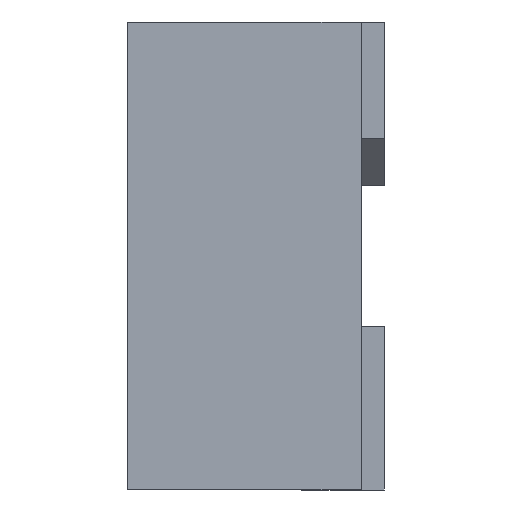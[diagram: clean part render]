
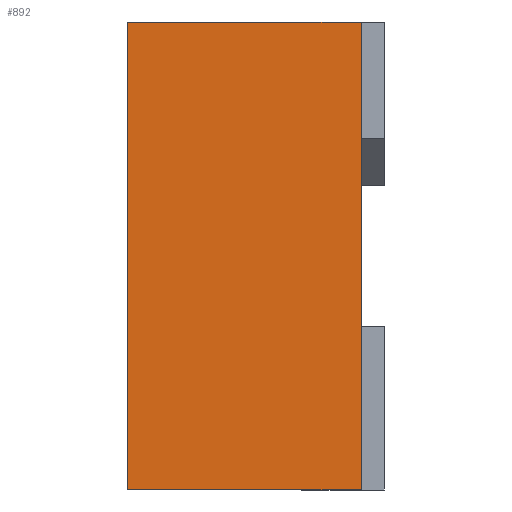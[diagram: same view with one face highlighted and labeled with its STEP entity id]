
A CAD part, left-side view. The second image highlights one B-rep face of the part: STEP entity #892.
In plain terms, the highlighted planar face has unit normal (-1, 0, 0).
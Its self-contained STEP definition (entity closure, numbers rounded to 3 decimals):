
#34 = ORIENTED_EDGE ( 'NONE', *, *, #660, .T. ) ;
#95 = VECTOR ( 'NONE', #1172, 1000. ) ;
#139 = VECTOR ( 'NONE', #390, 1000. ) ;
#163 = DIRECTION ( 'NONE',  ( 1., 0., 0. ) ) ;
#247 = VERTEX_POINT ( 'NONE', #980 ) ;
#358 = FACE_OUTER_BOUND ( 'NONE', #1640, .T. ) ;
#390 = DIRECTION ( 'NONE',  ( 0., 0., 1. ) ) ;
#502 = VERTEX_POINT ( 'NONE', #747 ) ;
#520 = AXIS2_PLACEMENT_3D ( 'NONE', #770, #163, #556 ) ;
#556 = DIRECTION ( 'NONE',  ( 0., 0., -1. ) ) ;
#644 = VECTOR ( 'NONE', #2281, 1000. ) ;
#660 = EDGE_CURVE ( 'NONE', #247, #1133, #1366, .T. ) ;
#665 = CARTESIAN_POINT ( 'NONE',  ( -1.25, 0.5, 0.5 ) ) ;
#730 = LINE ( 'NONE', #1858, #1340 ) ;
#747 = CARTESIAN_POINT ( 'NONE',  ( -1.25, 0.5, -0.5 ) ) ;
#766 = CARTESIAN_POINT ( 'NONE',  ( -1.25, 0.5, -0.5 ) ) ;
#770 = CARTESIAN_POINT ( 'NONE',  ( -1.25, 0.5, -0.5 ) ) ;
#827 = VERTEX_POINT ( 'NONE', #1215 ) ;
#892 = ADVANCED_FACE ( 'NONE', ( #358 ), #911, .F. ) ;
#911 = PLANE ( 'NONE',  #520 ) ;
#913 = EDGE_CURVE ( 'NONE', #502, #247, #730, .T. ) ;
#980 = CARTESIAN_POINT ( 'NONE',  ( -1.25, 0., -0.5 ) ) ;
#1133 = VERTEX_POINT ( 'NONE', #1667 ) ;
#1158 = LINE ( 'NONE', #766, #139 ) ;
#1172 = DIRECTION ( 'NONE',  ( 0., 0., 1. ) ) ;
#1215 = CARTESIAN_POINT ( 'NONE',  ( -1.25, 0.5, 0.5 ) ) ;
#1287 = DIRECTION ( 'NONE',  ( 0., -1., 0. ) ) ;
#1340 = VECTOR ( 'NONE', #1287, 1000. ) ;
#1366 = LINE ( 'NONE', #1571, #95 ) ;
#1449 = ORIENTED_EDGE ( 'NONE', *, *, #913, .T. ) ;
#1557 = LINE ( 'NONE', #665, #644 ) ;
#1571 = CARTESIAN_POINT ( 'NONE',  ( -1.25, 0., -0.5 ) ) ;
#1640 = EDGE_LOOP ( 'NONE', ( #34, #1900, #1838, #1449 ) ) ;
#1667 = CARTESIAN_POINT ( 'NONE',  ( -1.25, 0., 0.5 ) ) ;
#1814 = EDGE_CURVE ( 'NONE', #502, #827, #1158, .T. ) ;
#1838 = ORIENTED_EDGE ( 'NONE', *, *, #1814, .F. ) ;
#1858 = CARTESIAN_POINT ( 'NONE',  ( -1.25, 0.5, -0.5 ) ) ;
#1900 = ORIENTED_EDGE ( 'NONE', *, *, #1963, .F. ) ;
#1963 = EDGE_CURVE ( 'NONE', #827, #1133, #1557, .T. ) ;
#2281 = DIRECTION ( 'NONE',  ( 0., -1., 0. ) ) ;
